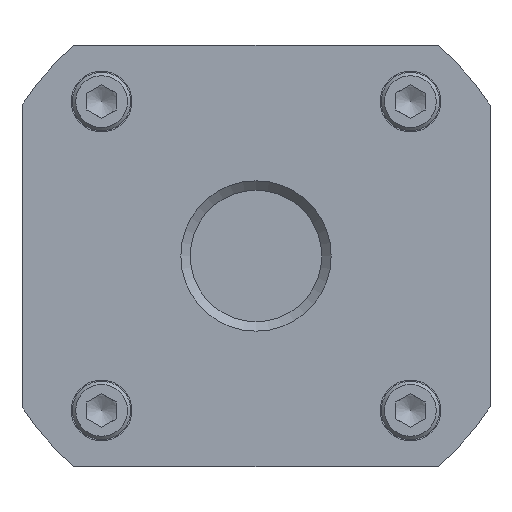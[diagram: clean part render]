
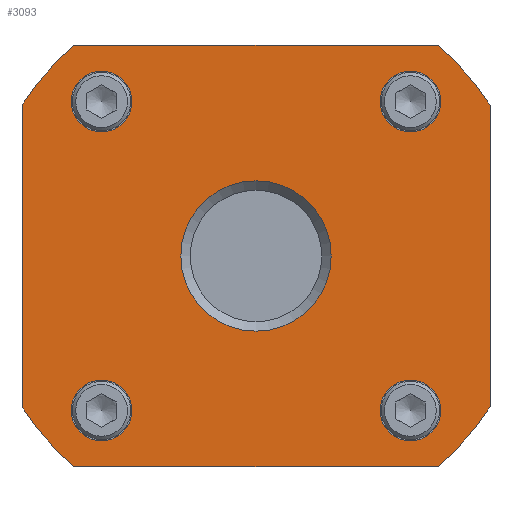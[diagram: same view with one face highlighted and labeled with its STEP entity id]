
A CAD part, front view. The second image highlights one B-rep face of the part: STEP entity #3093.
In plain terms, the highlighted planar face has unit normal (0, -1, 0).
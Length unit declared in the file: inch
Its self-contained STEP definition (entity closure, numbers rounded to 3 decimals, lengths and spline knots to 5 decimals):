
#2669=CARTESIAN_POINT('',(0.97316,0.,1.125));
#2670=VERTEX_POINT('',#2669);
#2679=CARTESIAN_POINT('',(1.25,0.,0.80632));
#2680=VERTEX_POINT('',#2679);
#2681=CARTESIAN_POINT('',(0.0,0.0,0.0));
#2682=DIRECTION('',(0.0,1.0,0.0));
#2683=DIRECTION('',(1.0,0.0,0.0));
#2684=AXIS2_PLACEMENT_3D('',#2681,#2682,#2683);
#2685=CIRCLE('',#2684,1.4875);
#2686=EDGE_CURVE('',#2670,#2680,#2685,.T.);
#2711=CARTESIAN_POINT('',(1.25,0.,-0.80632));
#2712=VERTEX_POINT('',#2711);
#2721=CARTESIAN_POINT('',(0.97316,0.,-1.125));
#2722=VERTEX_POINT('',#2721);
#2723=CARTESIAN_POINT('',(0.0,0.0,0.0));
#2724=DIRECTION('',(0.0,1.0,0.0));
#2725=DIRECTION('',(1.0,0.0,0.0));
#2726=AXIS2_PLACEMENT_3D('',#2723,#2724,#2725);
#2727=CIRCLE('',#2726,1.4875);
#2728=EDGE_CURVE('',#2712,#2722,#2727,.T.);
#2754=CARTESIAN_POINT('',(-0.97316,0.,-1.125));
#2755=VERTEX_POINT('',#2754);
#2756=CARTESIAN_POINT('',(0.97316,0.,-1.125));
#2757=DIRECTION('',(-1.0,0.0,0.0));
#2758=VECTOR('',#2757,1.94631);
#2759=LINE('',#2756,#2758);
#2760=EDGE_CURVE('',#2722,#2755,#2759,.T.);
#2785=CARTESIAN_POINT('',(-1.25,0.,-0.80632));
#2786=VERTEX_POINT('',#2785);
#2787=CARTESIAN_POINT('',(0.0,0.0,0.0));
#2788=DIRECTION('',(0.0,1.0,0.0));
#2789=DIRECTION('',(1.0,0.0,0.0));
#2790=AXIS2_PLACEMENT_3D('',#2787,#2788,#2789);
#2791=CIRCLE('',#2790,1.4875);
#2792=EDGE_CURVE('',#2755,#2786,#2791,.T.);
#2817=CARTESIAN_POINT('',(-1.25,0.,0.80632));
#2818=VERTEX_POINT('',#2817);
#2827=CARTESIAN_POINT('',(-0.97316,0.,1.125));
#2828=VERTEX_POINT('',#2827);
#2829=CARTESIAN_POINT('',(0.0,0.0,0.0));
#2830=DIRECTION('',(0.0,1.0,0.0));
#2831=DIRECTION('',(1.0,0.0,0.0));
#2832=AXIS2_PLACEMENT_3D('',#2829,#2830,#2831);
#2833=CIRCLE('',#2832,1.4875);
#2834=EDGE_CURVE('',#2818,#2828,#2833,.T.);
#2860=CARTESIAN_POINT('',(-0.97316,0.,1.125));
#2861=DIRECTION('',(1.0,0.0,0.0));
#2862=VECTOR('',#2861,1.94631);
#2863=LINE('',#2860,#2862);
#2864=EDGE_CURVE('',#2828,#2670,#2863,.T.);
#2899=CARTESIAN_POINT('',(1.25,0.,0.80632));
#2900=DIRECTION('',(0.0,0.0,-1.0));
#2901=VECTOR('',#2900,1.61265);
#2902=LINE('',#2899,#2901);
#2903=EDGE_CURVE('',#2680,#2712,#2902,.T.);
#2964=CARTESIAN_POINT('',(-1.25,0.,-0.80632));
#2965=DIRECTION('',(0.0,0.0,1.0));
#2966=VECTOR('',#2965,1.61265);
#2967=LINE('',#2964,#2966);
#2968=EDGE_CURVE('',#2786,#2818,#2967,.T.);
#3023=CARTESIAN_POINT('',(0.,0.,0.));
#3024=DIRECTION('',(0.0,1.0,0.0));
#3025=DIRECTION('',(0.0,0.0,-1.0));
#3026=AXIS2_PLACEMENT_3D('',#3023,#3024,#3025);
#3027=PLANE('',#3026);
#3028=ORIENTED_EDGE('',*,*,#2686,.F.);
#3029=ORIENTED_EDGE('',*,*,#2864,.F.);
#3030=ORIENTED_EDGE('',*,*,#2834,.F.);
#3031=ORIENTED_EDGE('',*,*,#2968,.F.);
#3032=ORIENTED_EDGE('',*,*,#2792,.F.);
#3033=ORIENTED_EDGE('',*,*,#2760,.F.);
#3034=ORIENTED_EDGE('',*,*,#2728,.F.);
#3035=ORIENTED_EDGE('',*,*,#2903,.F.);
#3036=EDGE_LOOP('',(#3028,#3029,#3030,#3031,#3032,#3033,#3034,#3035));
#3037=FACE_OUTER_BOUND('',#3036,.T.);
#3038=CARTESIAN_POINT('',(0.6625,0.,-0.825));
#3039=VERTEX_POINT('',#3038);
#3040=CARTESIAN_POINT('',(0.825,0.,-0.825));
#3041=DIRECTION('',(0.0,1.0,0.0));
#3042=DIRECTION('',(-1.0,0.0,0.0));
#3043=AXIS2_PLACEMENT_3D('',#3040,#3041,#3042);
#3044=CIRCLE('',#3043,0.1625);
#3045=EDGE_CURVE('',#3039,#3039,#3044,.T.);
#3046=ORIENTED_EDGE('',*,*,#3045,.T.);
#3047=EDGE_LOOP('',(#3046));
#3048=FACE_BOUND('',#3047,.T.);
#3049=CARTESIAN_POINT('',(-0.9875,0.,-0.825));
#3050=VERTEX_POINT('',#3049);
#3051=CARTESIAN_POINT('',(-0.825,0.,-0.825));
#3052=DIRECTION('',(0.0,1.0,0.0));
#3053=DIRECTION('',(-1.0,0.0,0.0));
#3054=AXIS2_PLACEMENT_3D('',#3051,#3052,#3053);
#3055=CIRCLE('',#3054,0.1625);
#3056=EDGE_CURVE('',#3050,#3050,#3055,.T.);
#3057=ORIENTED_EDGE('',*,*,#3056,.T.);
#3058=EDGE_LOOP('',(#3057));
#3059=FACE_BOUND('',#3058,.T.);
#3060=CARTESIAN_POINT('',(0.6625,0.,0.825));
#3061=VERTEX_POINT('',#3060);
#3062=CARTESIAN_POINT('',(0.825,0.,0.825));
#3063=DIRECTION('',(0.0,1.0,0.0));
#3064=DIRECTION('',(-1.0,0.0,0.0));
#3065=AXIS2_PLACEMENT_3D('',#3062,#3063,#3064);
#3066=CIRCLE('',#3065,0.1625);
#3067=EDGE_CURVE('',#3061,#3061,#3066,.T.);
#3068=ORIENTED_EDGE('',*,*,#3067,.T.);
#3069=EDGE_LOOP('',(#3068));
#3070=FACE_BOUND('',#3069,.T.);
#3071=CARTESIAN_POINT('',(-0.9875,0.,0.825));
#3072=VERTEX_POINT('',#3071);
#3073=CARTESIAN_POINT('',(-0.825,0.,0.825));
#3074=DIRECTION('',(0.0,1.0,0.0));
#3075=DIRECTION('',(-1.0,0.0,0.0));
#3076=AXIS2_PLACEMENT_3D('',#3073,#3074,#3075);
#3077=CIRCLE('',#3076,0.1625);
#3078=EDGE_CURVE('',#3072,#3072,#3077,.T.);
#3079=ORIENTED_EDGE('',*,*,#3078,.T.);
#3080=EDGE_LOOP('',(#3079));
#3081=FACE_BOUND('',#3080,.T.);
#3082=CARTESIAN_POINT('',(-0.4015,0.,0.));
#3083=VERTEX_POINT('',#3082);
#3084=CARTESIAN_POINT('',(0.0,0.0,0.0));
#3085=DIRECTION('',(0.0,-1.0,0.0));
#3086=DIRECTION('',(1.0,0.0,0.0));
#3087=AXIS2_PLACEMENT_3D('',#3084,#3085,#3086);
#3088=CIRCLE('',#3087,0.4015);
#3089=EDGE_CURVE('',#3083,#3083,#3088,.T.);
#3090=ORIENTED_EDGE('',*,*,#3089,.F.);
#3091=EDGE_LOOP('',(#3090));
#3092=FACE_BOUND('',#3091,.T.);
#3093=ADVANCED_FACE('',(#3037,#3048,#3059,#3070,#3081,#3092),#3027,.F.);
